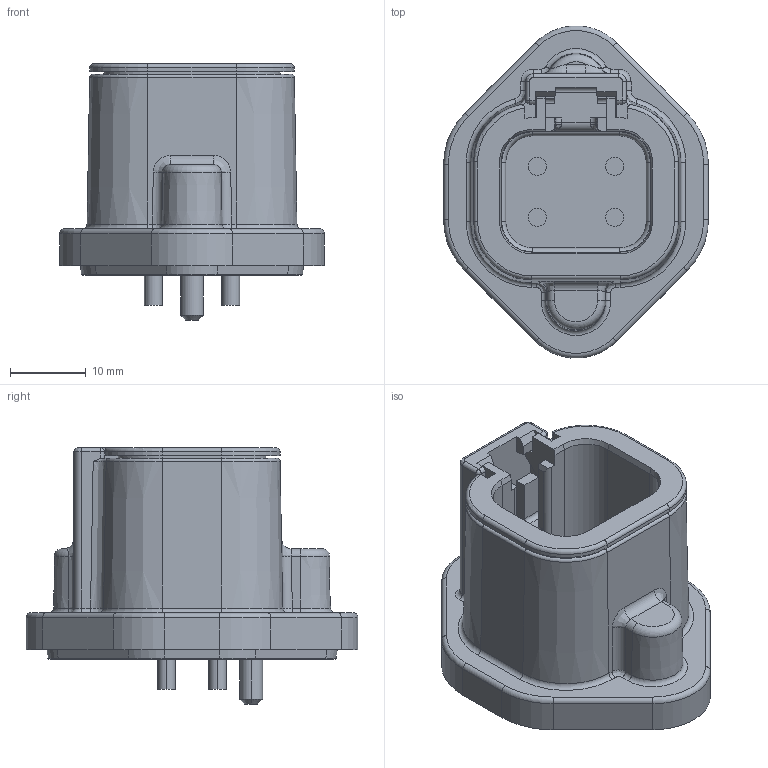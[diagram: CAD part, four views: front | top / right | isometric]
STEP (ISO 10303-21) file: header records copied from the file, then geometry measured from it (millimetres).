
FILE_DESCRIPTION((''),'2;1');
FILE_NAME('C-DTP10-4P','2017-05-30T',('workeradm'),('Tyco Electronics Ltd.'),'CREO PARAMETRIC BY PTC INC, 2016050','CREO PARAMETRIC BY PTC INC, 2016050','');
FILE_SCHEMA(('AUTOMOTIVE_DESIGN { 1 0 10303 214 1 1 1 1 }'));
Length unit declared in the file: millimetre
Products named in the file (1): C-DTP10-4P
Bounding box: 34.85 x 43.68 x 33.73 mm (x, y, z)
Volume: 13366.6 mm3; surface area: 7416.5 mm2
Topology: 1 solids, 1 shells, 371 faces, 902 edges, 544 vertices
Faces by surface type: plane 136, cylinder 131, torus 51, cone 32, bspline 19, sphere 2
Entity records: 11949 total; most frequent: CARTESIAN_POINT 3002, DIRECTION 1912, ORIENTED_EDGE 1804, EDGE_CURVE 902, AXIS2_PLACEMENT_3D 706, VERTEX_POINT 544, VECTOR 500, LINE 500
